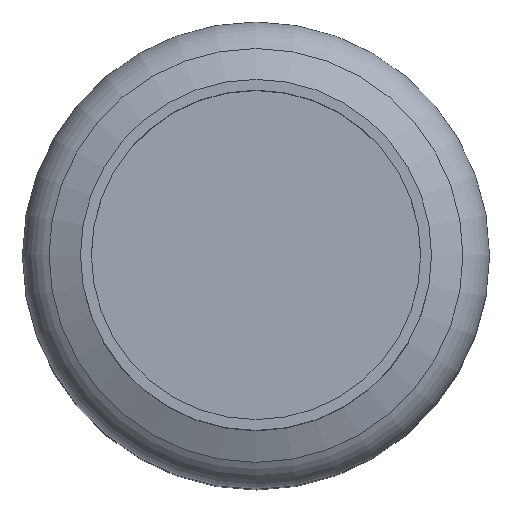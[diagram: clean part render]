
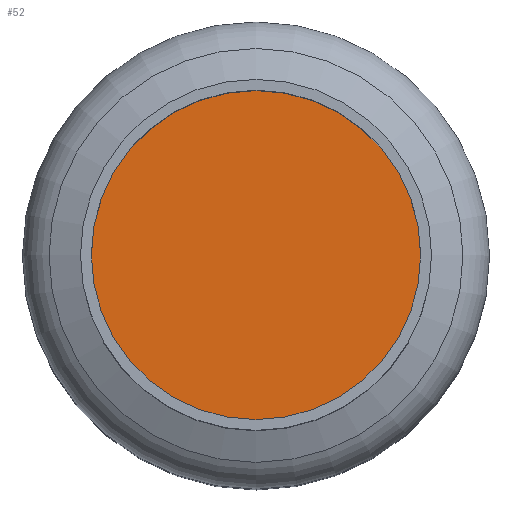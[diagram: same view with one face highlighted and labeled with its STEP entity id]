
A CAD part, top view. The second image highlights one B-rep face of the part: STEP entity #52.
In plain terms, the highlighted planar face has unit normal (0, 0, 1).
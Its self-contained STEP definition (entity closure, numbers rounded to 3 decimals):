
#52 = ADVANCED_FACE( '', ( #110 ), #111, .F. );
#110 = FACE_OUTER_BOUND( '', #171, .T. );
#111 = PLANE( '', #172 );
#171 = EDGE_LOOP( '', ( #240 ) );
#172 = AXIS2_PLACEMENT_3D( '', #241, #242, #243 );
#240 = ORIENTED_EDGE( '', *, *, #288, .F. );
#241 = CARTESIAN_POINT( '', ( 0., 0., 116.204 ) );
#242 = DIRECTION( '', ( 0., 0., -1. ) );
#243 = DIRECTION( '', ( -1., 0., 0. ) );
#288 = EDGE_CURVE( '', #319, #319, #320, .T. );
#319 = VERTEX_POINT( '', #359 );
#320 = CIRCLE( '', #360, 38. );
#359 = CARTESIAN_POINT( '', ( 38., 0., 116.204 ) );
#360 = AXIS2_PLACEMENT_3D( '', #399, #400, #401 );
#399 = CARTESIAN_POINT( '', ( 0., 0., 116.204 ) );
#400 = DIRECTION( '', ( 0., 0., -1. ) );
#401 = DIRECTION( '', ( 1., 0., 0. ) );
